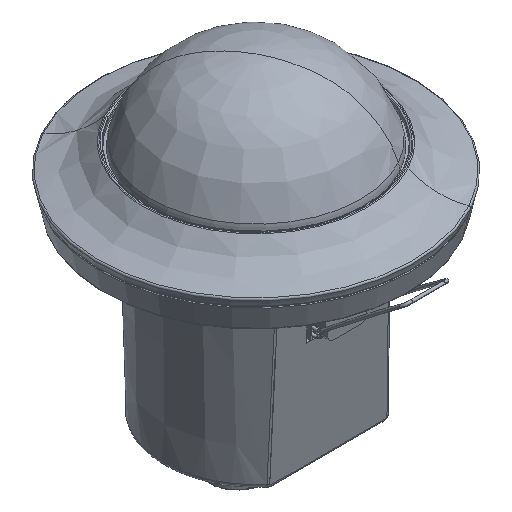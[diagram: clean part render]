
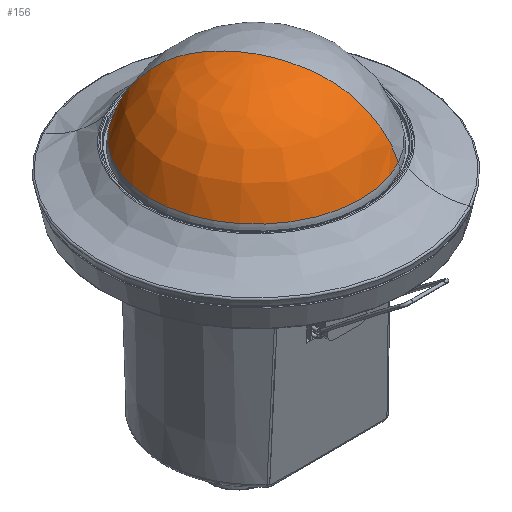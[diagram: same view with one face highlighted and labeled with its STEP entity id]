
A CAD part, isometric view. The second image highlights one B-rep face of the part: STEP entity #156.
In plain terms, the highlighted face is a revolution surface.
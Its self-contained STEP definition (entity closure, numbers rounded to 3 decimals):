
#148=AXIS2_PLACEMENT_3D('Circle Axis2P3D',#146,#147,$) ;
#58=CARTESIAN_POINT('Control Point',(17.133,-31.362,20.883)) ;
#59=CARTESIAN_POINT('Control Point',(17.021,-31.157,21.69)) ;
#60=CARTESIAN_POINT('Control Point',(16.899,-30.934,22.491)) ;
#61=CARTESIAN_POINT('Control Point',(16.766,-30.691,23.284)) ;
#62=CARTESIAN_POINT('Control Point',(16.487,-30.179,24.816)) ;
#63=CARTESIAN_POINT('Control Point',(16.162,-29.585,26.308)) ;
#64=CARTESIAN_POINT('Control Point',(15.993,-29.275,27.023)) ;
#65=CARTESIAN_POINT('Control Point',(15.621,-28.594,28.455)) ;
#66=CARTESIAN_POINT('Control Point',(15.198,-27.821,29.824)) ;
#67=CARTESIAN_POINT('Control Point',(14.97,-27.403,30.507)) ;
#68=CARTESIAN_POINT('Control Point',(14.292,-26.161,32.421)) ;
#69=CARTESIAN_POINT('Control Point',(13.548,-24.8,34.237)) ;
#70=CARTESIAN_POINT('Control Point',(13.047,-23.883,35.382)) ;
#71=CARTESIAN_POINT('Control Point',(11.808,-21.614,37.918)) ;
#72=CARTESIAN_POINT('Control Point',(10.402,-19.041,40.052)) ;
#73=CARTESIAN_POINT('Control Point',(9.537,-17.458,41.113)) ;
#74=CARTESIAN_POINT('Control Point',(7.206,-13.191,43.475)) ;
#75=CARTESIAN_POINT('Control Point',(4.7,-8.603,44.933)) ;
#76=CARTESIAN_POINT('Control Point',(3.149,-5.765,45.526)) ;
#77=CARTESIAN_POINT('Control Point',(1.583,-2.897,45.822)) ;
#78=CARTESIAN_POINT('Control Point',(0.,0.,45.822)) ;
#79=CARTESIAN_POINT('Vertex',(0.,0.,45.822)) ;
#81=CARTESIAN_POINT('Vertex',(17.133,-31.362,20.883)) ;
#88=CARTESIAN_POINT('Vertex',(-17.133,31.362,20.883)) ;
#92=CARTESIAN_POINT('Control Point',(-17.133,31.362,20.883)) ;
#93=CARTESIAN_POINT('Control Point',(-17.021,31.157,21.69)) ;
#94=CARTESIAN_POINT('Control Point',(-16.899,30.934,22.491)) ;
#95=CARTESIAN_POINT('Control Point',(-16.766,30.691,23.284)) ;
#96=CARTESIAN_POINT('Control Point',(-16.487,30.179,24.816)) ;
#97=CARTESIAN_POINT('Control Point',(-16.162,29.585,26.308)) ;
#98=CARTESIAN_POINT('Control Point',(-15.993,29.275,27.023)) ;
#99=CARTESIAN_POINT('Control Point',(-15.621,28.594,28.455)) ;
#100=CARTESIAN_POINT('Control Point',(-15.198,27.821,29.824)) ;
#101=CARTESIAN_POINT('Control Point',(-14.97,27.403,30.507)) ;
#102=CARTESIAN_POINT('Control Point',(-14.292,26.161,32.421)) ;
#103=CARTESIAN_POINT('Control Point',(-13.548,24.8,34.237)) ;
#104=CARTESIAN_POINT('Control Point',(-13.047,23.883,35.382)) ;
#105=CARTESIAN_POINT('Control Point',(-11.808,21.614,37.918)) ;
#106=CARTESIAN_POINT('Control Point',(-10.402,19.041,40.052)) ;
#107=CARTESIAN_POINT('Control Point',(-9.537,17.458,41.113)) ;
#108=CARTESIAN_POINT('Control Point',(-7.206,13.191,43.475)) ;
#109=CARTESIAN_POINT('Control Point',(-4.7,8.603,44.933)) ;
#110=CARTESIAN_POINT('Control Point',(-3.149,5.765,45.526)) ;
#111=CARTESIAN_POINT('Control Point',(-1.583,2.897,45.822)) ;
#112=CARTESIAN_POINT('Control Point',(0.,0.,45.822)) ;
#121=CARTESIAN_POINT('Control Point',(0.,-35.737,20.883)) ;
#122=CARTESIAN_POINT('Control Point',(0.,-35.504,21.69)) ;
#123=CARTESIAN_POINT('Control Point',(0.,-35.249,22.491)) ;
#124=CARTESIAN_POINT('Control Point',(0.,-34.972,23.284)) ;
#125=CARTESIAN_POINT('Control Point',(0.,-34.389,24.816)) ;
#126=CARTESIAN_POINT('Control Point',(0.,-33.712,26.308)) ;
#127=CARTESIAN_POINT('Control Point',(0.,-33.358,27.023)) ;
#128=CARTESIAN_POINT('Control Point',(0.,-32.582,28.455)) ;
#129=CARTESIAN_POINT('Control Point',(0.,-31.701,29.824)) ;
#130=CARTESIAN_POINT('Control Point',(0.,-31.226,30.507)) ;
#131=CARTESIAN_POINT('Control Point',(0.,-29.81,32.421)) ;
#132=CARTESIAN_POINT('Control Point',(0.,-28.26,34.237)) ;
#133=CARTESIAN_POINT('Control Point',(0.,-27.214,35.382)) ;
#134=CARTESIAN_POINT('Control Point',(0.,-24.629,37.918)) ;
#135=CARTESIAN_POINT('Control Point',(0.,-21.697,40.052)) ;
#136=CARTESIAN_POINT('Control Point',(0.,-19.893,41.113)) ;
#137=CARTESIAN_POINT('Control Point',(0.,-15.031,43.475)) ;
#138=CARTESIAN_POINT('Control Point',(0.,-9.803,44.933)) ;
#139=CARTESIAN_POINT('Control Point',(0.,-6.569,45.526)) ;
#140=CARTESIAN_POINT('Control Point',(0.,-3.301,45.822)) ;
#141=CARTESIAN_POINT('Control Point',(0.,0.,45.822)) ;
#142=CARTESIAN_POINT('Axis1P Location',(0.,0.,32.034)) ;
#146=CARTESIAN_POINT('Axis2P3D Location',(0.,0.,20.883)) ;
#143=DIRECTION('Axis1P Direction',(0.,0.,1.)) ;
#147=DIRECTION('Axis2P3D Direction',(0.,0.,1.)) ;
#144=AXIS1_PLACEMENT('Revolution Surface Axis1P',#142,#143) ;
#152=ORIENTED_EDGE('',*,*,#113,.T.) ;
#153=ORIENTED_EDGE('',*,*,#150,.T.) ;
#154=ORIENTED_EDGE('',*,*,#83,.F.) ;
#156=ADVANCED_FACE('PartBody',(#155),#145,.T.) ;
#57=B_SPLINE_CURVE_WITH_KNOTS('',5,(#58,#59,#60,#61,#62,#63,#64,#65,#66,#67,#68,#69,#70,#71,#72,#73,#74,#75,#76,#77,#78),.UNSPECIFIED.,.F.,.U.,(6,3,3,3,3,3,6),(2.057,6.255,10.234,14.392,22.116,32.469,48.817),.UNSPECIFIED.) ;
#91=B_SPLINE_CURVE_WITH_KNOTS('',5,(#92,#93,#94,#95,#96,#97,#98,#99,#100,#101,#102,#103,#104,#105,#106,#107,#108,#109,#110,#111,#112),.UNSPECIFIED.,.F.,.U.,(6,3,3,3,3,3,6),(2.057,6.255,10.234,14.392,22.116,32.469,48.817),.UNSPECIFIED.) ;
#120=B_SPLINE_CURVE_WITH_KNOTS('',5,(#121,#122,#123,#124,#125,#126,#127,#128,#129,#130,#131,#132,#133,#134,#135,#136,#137,#138,#139,#140,#141),.UNSPECIFIED.,.F.,.U.,(6,3,3,3,3,3,6),(2.057,6.255,10.234,14.392,22.116,32.469,48.817),.UNSPECIFIED.) ;
#149=CIRCLE('generated circle',#148,35.737) ;
#83=EDGE_CURVE('',#80,#82,#57,.F.) ;
#113=EDGE_CURVE('',#80,#89,#91,.F.) ;
#150=EDGE_CURVE('',#89,#82,#149,.T.) ;
#151=EDGE_LOOP('',(#152,#153,#154)) ;
#155=FACE_OUTER_BOUND('',#151,.T.) ;
#145=SURFACE_OF_REVOLUTION('Surface of Revolution',#120,#144) ;
#80=VERTEX_POINT('',#79) ;
#82=VERTEX_POINT('',#81) ;
#89=VERTEX_POINT('',#88) ;
